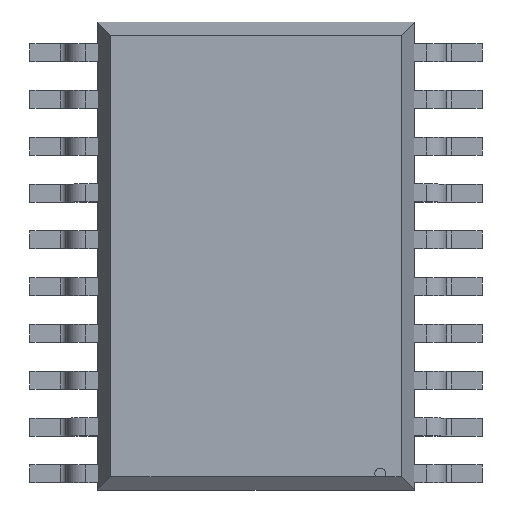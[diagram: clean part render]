
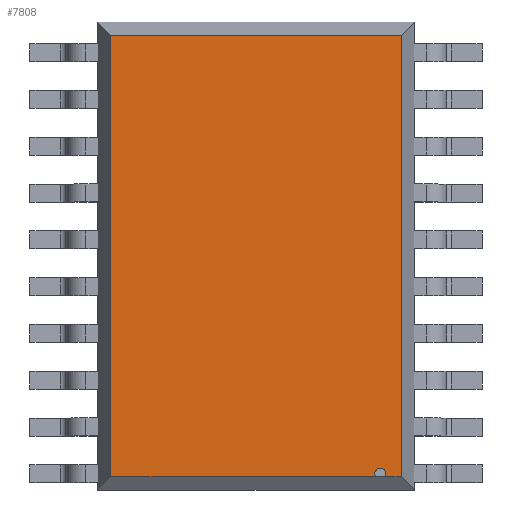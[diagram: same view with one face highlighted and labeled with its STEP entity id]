
A CAD part, top view. The second image highlights one B-rep face of the part: STEP entity #7808.
In plain terms, the highlighted planar face has unit normal (0, 0, 1).
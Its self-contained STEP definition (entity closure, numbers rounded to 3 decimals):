
#24 = VERTEX_POINT('',#25);
#25 = CARTESIAN_POINT('',(1.745,-2.965,1.092));
#32 = EDGE_CURVE('',#24,#33,#35,.T.);
#33 = VERTEX_POINT('',#34);
#34 = CARTESIAN_POINT('',(1.81,-2.849,1.092));
#35 = CIRCLE('',#36,0.076);
#36 = AXIS2_PLACEMENT_3D('',#37,#38,#39);
#37 = CARTESIAN_POINT('',(1.81,-2.925,1.092));
#38 = DIRECTION('',(0.,0.,-1.));
#39 = DIRECTION('',(0.,1.,0.));
#4027 = VERTEX_POINT('',#4028);
#4028 = CARTESIAN_POINT('',(-1.93,3.165,1.092));
#4034 = EDGE_CURVE('',#4027,#4035,#4037,.T.);
#4035 = VERTEX_POINT('',#4036);
#4036 = CARTESIAN_POINT('',(2.1,3.165,1.092));
#4037 = LINE('',#4038,#4039);
#4038 = CARTESIAN_POINT('',(-2.115,3.165,1.092));
#4039 = VECTOR('',#4040,1.);
#4040 = DIRECTION('',(1.,0.,0.));
#6228 = VERTEX_POINT('',#6229);
#6229 = CARTESIAN_POINT('',(1.875,-2.965,1.092));
#6245 = EDGE_CURVE('',#24,#6246,#6248,.T.);
#6246 = VERTEX_POINT('',#6247);
#6247 = CARTESIAN_POINT('',(-1.93,-2.965,1.092));
#6248 = LINE('',#6249,#6250);
#6249 = CARTESIAN_POINT('',(-2.115,-2.965,1.092));
#6250 = VECTOR('',#6251,1.);
#6251 = DIRECTION('',(-1.,0.,0.));
#6261 = VERTEX_POINT('',#6262);
#6262 = CARTESIAN_POINT('',(2.1,-2.965,1.092));
#6268 = EDGE_CURVE('',#6261,#6228,#6269,.T.);
#6269 = LINE('',#6270,#6271);
#6270 = CARTESIAN_POINT('',(-2.115,-2.965,1.092));
#6271 = VECTOR('',#6272,1.);
#6272 = DIRECTION('',(-1.,0.,0.));
#7808 = ADVANCED_FACE('',(#7809),#7834,.T.);
#7809 = FACE_BOUND('',#7810,.T.);
#7810 = EDGE_LOOP('',(#7811,#7812,#7813,#7820,#7821,#7827,#7828));
#7811 = ORIENTED_EDGE('',*,*,#6245,.F.);
#7812 = ORIENTED_EDGE('',*,*,#32,.T.);
#7813 = ORIENTED_EDGE('',*,*,#7814,.T.);
#7814 = EDGE_CURVE('',#33,#6228,#7815,.T.);
#7815 = CIRCLE('',#7816,0.076);
#7816 = AXIS2_PLACEMENT_3D('',#7817,#7818,#7819);
#7817 = CARTESIAN_POINT('',(1.81,-2.925,1.092));
#7818 = DIRECTION('',(0.,0.,-1.));
#7819 = DIRECTION('',(0.,1.,0.));
#7820 = ORIENTED_EDGE('',*,*,#6268,.F.);
#7821 = ORIENTED_EDGE('',*,*,#7822,.T.);
#7822 = EDGE_CURVE('',#6261,#4035,#7823,.T.);
#7823 = LINE('',#7824,#7825);
#7824 = CARTESIAN_POINT('',(2.1,-3.15,1.092));
#7825 = VECTOR('',#7826,1.);
#7826 = DIRECTION('',(0.,1.,0.));
#7827 = ORIENTED_EDGE('',*,*,#4034,.F.);
#7828 = ORIENTED_EDGE('',*,*,#7829,.T.);
#7829 = EDGE_CURVE('',#4027,#6246,#7830,.T.);
#7830 = LINE('',#7831,#7832);
#7831 = CARTESIAN_POINT('',(-1.93,-3.15,1.092));
#7832 = VECTOR('',#7833,1.);
#7833 = DIRECTION('',(0.,-1.,0.));
#7834 = PLANE('',#7835);
#7835 = AXIS2_PLACEMENT_3D('',#7836,#7837,#7838);
#7836 = CARTESIAN_POINT('',(-2.115,-3.15,1.092));
#7837 = DIRECTION('',(0.,0.,1.));
#7838 = DIRECTION('',(0.,1.,0.));
